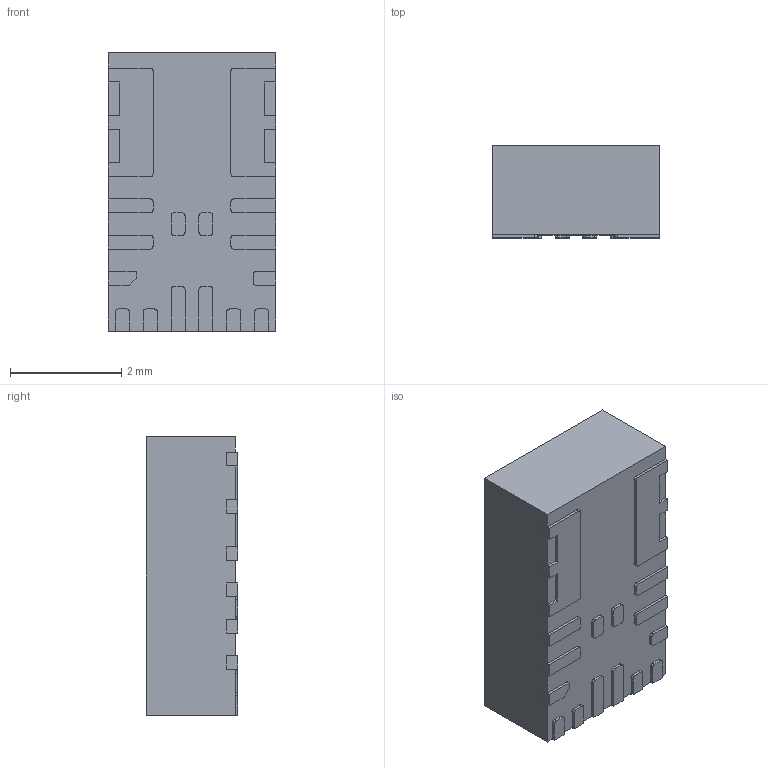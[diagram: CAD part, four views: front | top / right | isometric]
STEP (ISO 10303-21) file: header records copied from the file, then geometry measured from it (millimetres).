
FILE_DESCRIPTION (( 'STEP AP214' ), '1' );
FILE_NAME ('MPM3610AGQV-P.STEP', '2023-10-09T23:15:38', ( '' ), ( '' ), 'SwSTEP 2.0', 'SolidWorks 2021', '' );
FILE_SCHEMA (( 'AUTOMOTIVE_DESIGN' ));
Length unit declared in the file: millimetre
Products named in the file (1): MPM3610AGQV-P
Bounding box: 3 x 1.65 x 5 mm (x, y, z)
Volume: 24.2 mm3; surface area: 76 mm2
Topology: 18 solids, 18 shells, 277 faces, 714 edges, 476 vertices
Faces by surface type: plane 205, cylinder 72
Entity records: 8579 total; most frequent: CARTESIAN_POINT 1468, ORIENTED_EDGE 1428, DIRECTION 1414, EDGE_CURVE 714, VECTOR 570, LINE 570, VERTEX_POINT 476, AXIS2_PLACEMENT_3D 422
